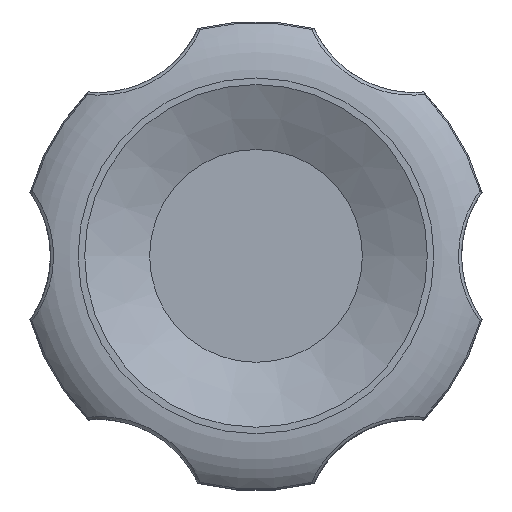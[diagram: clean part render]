
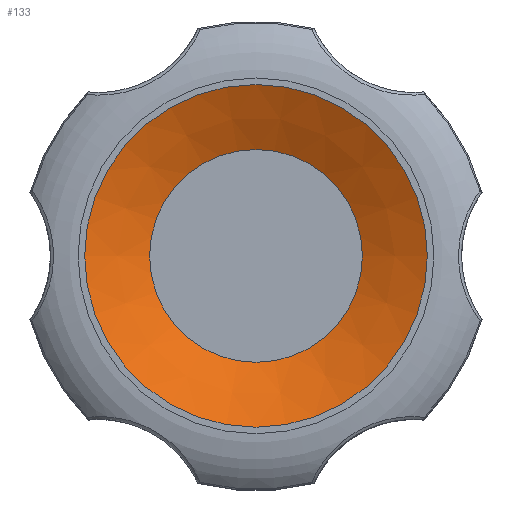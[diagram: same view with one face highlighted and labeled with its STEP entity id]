
A CAD part, top view. The second image highlights one B-rep face of the part: STEP entity #133.
In plain terms, the highlighted conical face has half-angle 64.269 degrees and reference radius 10.95 mm.
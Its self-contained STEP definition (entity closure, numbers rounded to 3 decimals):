
#133 = ADVANCED_FACE( '', ( #295, #296 ), #297, .F. );
#295 = FACE_BOUND( '', #1799, .T. );
#296 = FACE_OUTER_BOUND( '', #1800, .T. );
#297 = CONICAL_SURFACE( '', #1801, 10.95, 1.122 );
#1799 = EDGE_LOOP( '', ( #3499 ) );
#1800 = EDGE_LOOP( '', ( #3500 ) );
#1801 = AXIS2_PLACEMENT_3D( '', #3501, #3502, #3503 );
#3499 = ORIENTED_EDGE( '', *, *, #3835, .F. );
#3500 = ORIENTED_EDGE( '', *, *, #3782, .T. );
#3501 = CARTESIAN_POINT( '', ( 0., 0., 24. ) );
#3502 = DIRECTION( '', ( 0., 0., 1. ) );
#3503 = DIRECTION( '', ( 1., 0., 0. ) );
#3782 = EDGE_CURVE( '', #4002, #4002, #4003, .T. );
#3835 = EDGE_CURVE( '', #4086, #4086, #4087, .T. );
#4002 = VERTEX_POINT( '', #4922 );
#4003 = CIRCLE( '', #4923, 10.95 );
#4086 = VERTEX_POINT( '', #5752 );
#4087 = CIRCLE( '', #5753, 6.8 );
#4922 = CARTESIAN_POINT( '', ( 10.95, 0., 24. ) );
#4923 = AXIS2_PLACEMENT_3D( '', #6514, #6515, #6516 );
#5752 = CARTESIAN_POINT( '', ( 6.8, 0., 22. ) );
#5753 = AXIS2_PLACEMENT_3D( '', #6560, #6561, #6562 );
#6514 = CARTESIAN_POINT( '', ( 0., 0., 24. ) );
#6515 = DIRECTION( '', ( 0., 0., 1. ) );
#6516 = DIRECTION( '', ( 1., 0., 0. ) );
#6560 = CARTESIAN_POINT( '', ( 0., 0., 22. ) );
#6561 = DIRECTION( '', ( 0., 0., 1. ) );
#6562 = DIRECTION( '', ( 1., 0., 0. ) );
